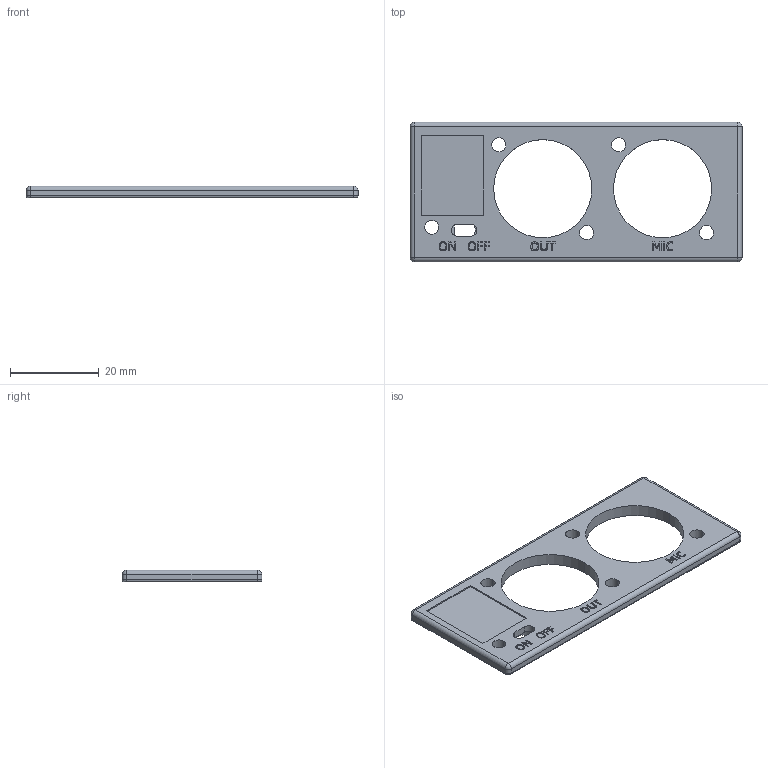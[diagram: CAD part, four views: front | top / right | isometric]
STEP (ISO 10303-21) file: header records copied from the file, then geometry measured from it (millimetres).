
FILE_DESCRIPTION (( 'STEP AP203' ), '1' );
FILE_NAME ('V1_FRONT.STEP', '2022-07-19T17:01:42', ( '' ), ( '' ), 'SwSTEP 2.0', 'SolidWorks 2018', '' );
FILE_SCHEMA (( 'CONFIG_CONTROL_DESIGN' ));
Length unit declared in the file: millimetre
Products named in the file (1): V1_FRONT
Bounding box: 74.8 x 31.5 x 2.7 mm (x, y, z)
Volume: 4001 mm3; surface area: 4106.2 mm2
Topology: 1 solids, 1 shells, 174 faces, 451 edges, 290 vertices
Faces by surface type: plane 100, bspline 36, cylinder 30, sphere 4, torus 4
Entity records: 8006 total; most frequent: CARTESIAN_POINT 3852, ORIENTED_EDGE 894, DIRECTION 723, EDGE_CURVE 447, LINE 305, VECTOR 305, VERTEX_POINT 290, AXIS2_PLACEMENT_3D 209
